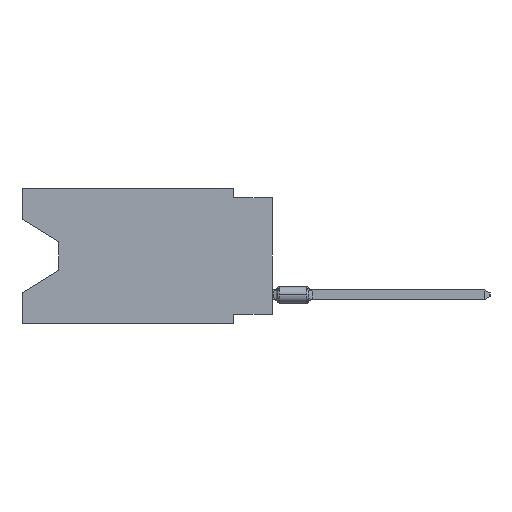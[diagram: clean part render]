
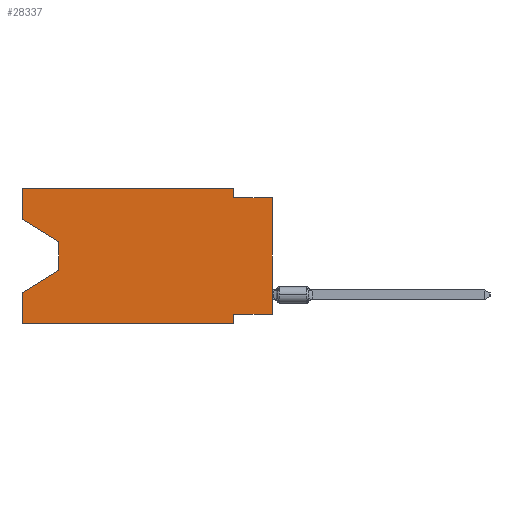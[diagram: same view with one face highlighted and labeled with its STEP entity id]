
A CAD part, left-side view. The second image highlights one B-rep face of the part: STEP entity #28337.
In plain terms, the highlighted planar face has unit normal (-1, 0, 0).
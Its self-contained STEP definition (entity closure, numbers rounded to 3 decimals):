
#28 = LINE ( 'NONE', #26683, #12978 ) ;
#258 = EDGE_CURVE ( 'NONE', #7870, #4393, #27222, .T. ) ;
#519 = ORIENTED_EDGE ( 'NONE', *, *, #17858, .F. ) ;
#576 = LINE ( 'NONE', #6875, #26088 ) ;
#676 = DIRECTION ( 'NONE',  ( 0., 0., 1. ) ) ;
#823 = LINE ( 'NONE', #3432, #1744 ) ;
#832 = LINE ( 'NONE', #13984, #24524 ) ;
#1158 = CARTESIAN_POINT ( 'NONE',  ( 0., 16.383, -6.852 ) ) ;
#1361 = VECTOR ( 'NONE', #13794, 1000. ) ;
#1469 = VERTEX_POINT ( 'NONE', #23515 ) ;
#1744 = VECTOR ( 'NONE', #676, 1000. ) ;
#1745 = EDGE_CURVE ( 'NONE', #16239, #19203, #4316, .T. ) ;
#1992 = CARTESIAN_POINT ( 'NONE',  ( 0., 2.54, -8.255 ) ) ;
#2015 = VERTEX_POINT ( 'NONE', #24359 ) ;
#2506 = CARTESIAN_POINT ( 'NONE',  ( 0., 2.54, -0.635 ) ) ;
#2972 = LINE ( 'NONE', #27572, #3914 ) ;
#3091 = FACE_OUTER_BOUND ( 'NONE', #10906, .T. ) ;
#3432 = CARTESIAN_POINT ( 'NONE',  ( 0., 0., 0. ) ) ;
#3554 = CARTESIAN_POINT ( 'NONE',  ( 0., 13.97, -3.505 ) ) ;
#3749 = ORIENTED_EDGE ( 'NONE', *, *, #13893, .T. ) ;
#3914 = VECTOR ( 'NONE', #15993, 1000. ) ;
#4008 = ORIENTED_EDGE ( 'NONE', *, *, #24301, .T. ) ;
#4297 = ORIENTED_EDGE ( 'NONE', *, *, #21438, .T. ) ;
#4316 = LINE ( 'NONE', #22188, #23973 ) ;
#4393 = VERTEX_POINT ( 'NONE', #2506 ) ;
#5903 = LINE ( 'NONE', #3554, #27866 ) ;
#6385 = VERTEX_POINT ( 'NONE', #10043 ) ;
#6875 = CARTESIAN_POINT ( 'NONE',  ( 0., 2.54, -8.89 ) ) ;
#7491 = PLANE ( 'NONE',  #18514 ) ;
#7870 = VERTEX_POINT ( 'NONE', #25754 ) ;
#8350 = DIRECTION ( 'NONE',  ( 0., -1., 0. ) ) ;
#8429 = VERTEX_POINT ( 'NONE', #1992 ) ;
#8660 = DIRECTION ( 'NONE',  ( 0., 0., 1. ) ) ;
#8735 = CARTESIAN_POINT ( 'NONE',  ( 0., 0., -0.635 ) ) ;
#9633 = VECTOR ( 'NONE', #28661, 1000. ) ;
#10043 = CARTESIAN_POINT ( 'NONE',  ( 0., 13.97, -3.505 ) ) ;
#10297 = LINE ( 'NONE', #28322, #22618 ) ;
#10310 = CARTESIAN_POINT ( 'NONE',  ( 0., 16.383, -8.89 ) ) ;
#10906 = EDGE_LOOP ( 'NONE', ( #20568, #4297, #19002, #14752, #3749, #27917, #519, #4008, #13362, #22048, #21575, #21988 ) ) ;
#10969 = DIRECTION ( 'NONE',  ( 0., 0., -1. ) ) ;
#11028 = DIRECTION ( 'NONE',  ( 0., 0., 1. ) ) ;
#12484 = EDGE_CURVE ( 'NONE', #2015, #19203, #2972, .T. ) ;
#12721 = LINE ( 'NONE', #26371, #22801 ) ;
#12978 = VECTOR ( 'NONE', #8660, 1000. ) ;
#13128 = VERTEX_POINT ( 'NONE', #15342 ) ;
#13362 = ORIENTED_EDGE ( 'NONE', *, *, #20395, .F. ) ;
#13415 = VERTEX_POINT ( 'NONE', #25313 ) ;
#13794 = DIRECTION ( 'NONE',  ( 0., -0.855, -0.519 ) ) ;
#13893 = EDGE_CURVE ( 'NONE', #16239, #13415, #10297, .T. ) ;
#13984 = CARTESIAN_POINT ( 'NONE',  ( 0., 0., -8.255 ) ) ;
#14382 = CARTESIAN_POINT ( 'NONE',  ( 0., 0., -8.255 ) ) ;
#14752 = ORIENTED_EDGE ( 'NONE', *, *, #1745, .F. ) ;
#14813 = DIRECTION ( 'NONE',  ( 0., 0., -1. ) ) ;
#15342 = CARTESIAN_POINT ( 'NONE',  ( 0., 0., -0.635 ) ) ;
#15855 = CARTESIAN_POINT ( 'NONE',  ( 0., 16.383, -2.038 ) ) ;
#15993 = DIRECTION ( 'NONE',  ( 0., 0.855, -0.519 ) ) ;
#16239 = VERTEX_POINT ( 'NONE', #10310 ) ;
#17858 = EDGE_CURVE ( 'NONE', #18379, #8429, #832, .T. ) ;
#18379 = VERTEX_POINT ( 'NONE', #14382 ) ;
#18514 = AXIS2_PLACEMENT_3D ( 'NONE', #25508, #18759, #25358 ) ;
#18653 = VERTEX_POINT ( 'NONE', #20236 ) ;
#18759 = DIRECTION ( 'NONE',  ( 1., 0., 0. ) ) ;
#19002 = ORIENTED_EDGE ( 'NONE', *, *, #12484, .T. ) ;
#19203 = VERTEX_POINT ( 'NONE', #1158 ) ;
#19732 = LINE ( 'NONE', #8735, #9633 ) ;
#20236 = CARTESIAN_POINT ( 'NONE',  ( 0., 16.383, -2.038 ) ) ;
#20395 = EDGE_CURVE ( 'NONE', #4393, #13128, #19732, .T. ) ;
#20568 = ORIENTED_EDGE ( 'NONE', *, *, #25794, .T. ) ;
#20893 = DIRECTION ( 'NONE',  ( 0., 1., 0. ) ) ;
#21438 = EDGE_CURVE ( 'NONE', #6385, #2015, #5903, .T. ) ;
#21575 = ORIENTED_EDGE ( 'NONE', *, *, #23108, .F. ) ;
#21746 = DIRECTION ( 'NONE',  ( 0., -1., 0. ) ) ;
#21988 = ORIENTED_EDGE ( 'NONE', *, *, #26210, .F. ) ;
#22048 = ORIENTED_EDGE ( 'NONE', *, *, #258, .F. ) ;
#22188 = CARTESIAN_POINT ( 'NONE',  ( 0., 16.383, 0. ) ) ;
#22408 = DIRECTION ( 'NONE',  ( 0., 0., -1. ) ) ;
#22618 = VECTOR ( 'NONE', #21746, 1000. ) ;
#22801 = VECTOR ( 'NONE', #8350, 1000. ) ;
#22843 = CARTESIAN_POINT ( 'NONE',  ( 0., 2.54, 0. ) ) ;
#23108 = EDGE_CURVE ( 'NONE', #1469, #7870, #12721, .T. ) ;
#23276 = EDGE_CURVE ( 'NONE', #8429, #13415, #576, .T. ) ;
#23515 = CARTESIAN_POINT ( 'NONE',  ( 0., 16.383, 0. ) ) ;
#23973 = VECTOR ( 'NONE', #11028, 1000. ) ;
#24301 = EDGE_CURVE ( 'NONE', #18379, #13128, #823, .T. ) ;
#24359 = CARTESIAN_POINT ( 'NONE',  ( 0., 13.97, -5.385 ) ) ;
#24524 = VECTOR ( 'NONE', #20893, 1000. ) ;
#24956 = LINE ( 'NONE', #15855, #1361 ) ;
#25313 = CARTESIAN_POINT ( 'NONE',  ( 0., 2.54, -8.89 ) ) ;
#25358 = DIRECTION ( 'NONE',  ( 0., 0., -1. ) ) ;
#25508 = CARTESIAN_POINT ( 'NONE',  ( 0., 16.383, 0. ) ) ;
#25754 = CARTESIAN_POINT ( 'NONE',  ( 0., 2.54, 0. ) ) ;
#25794 = EDGE_CURVE ( 'NONE', #18653, #6385, #24956, .T. ) ;
#26088 = VECTOR ( 'NONE', #22408, 1000. ) ;
#26210 = EDGE_CURVE ( 'NONE', #18653, #1469, #28, .T. ) ;
#26371 = CARTESIAN_POINT ( 'NONE',  ( 0., 16.383, 0. ) ) ;
#26683 = CARTESIAN_POINT ( 'NONE',  ( 0., 16.383, 0. ) ) ;
#27222 = LINE ( 'NONE', #22843, #27612 ) ;
#27572 = CARTESIAN_POINT ( 'NONE',  ( 0., 13.97, -5.385 ) ) ;
#27612 = VECTOR ( 'NONE', #10969, 1000. ) ;
#27866 = VECTOR ( 'NONE', #14813, 1000. ) ;
#27917 = ORIENTED_EDGE ( 'NONE', *, *, #23276, .F. ) ;
#28322 = CARTESIAN_POINT ( 'NONE',  ( 0., 16.383, -8.89 ) ) ;
#28337 = ADVANCED_FACE ( 'NONE', ( #3091 ), #7491, .F. ) ;
#28661 = DIRECTION ( 'NONE',  ( 0., -1., 0. ) ) ;
